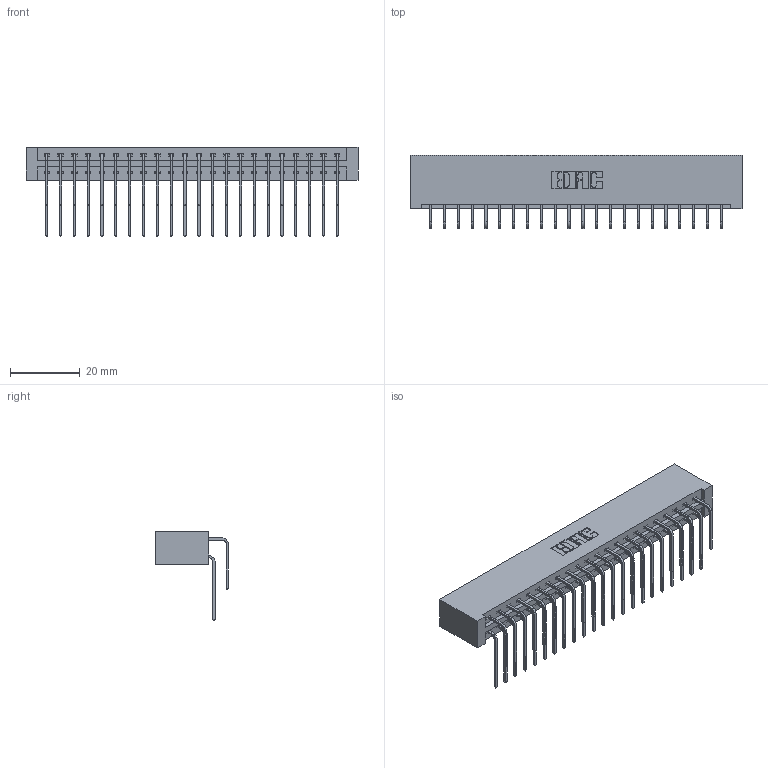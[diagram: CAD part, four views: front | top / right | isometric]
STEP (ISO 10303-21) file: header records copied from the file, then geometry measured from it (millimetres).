
FILE_DESCRIPTION (( 'STEP AP203' ), '1' );
FILE_NAME ('387-044-559-201.STEP', '2018-09-20T03:00:18', ( '' ), ( '' ), 'SwSTEP 2.0', 'SolidWorks 2016', '' );
FILE_SCHEMA (( 'CONFIG_CONTROL_DESIGN' ));
Length unit declared in the file: inch
Products named in the file (4): 337 Part_No Mounting Lugs; 345-292-001_558 559 Tail - 1; 345-292-001_559 Tail - 2; 387-044-559-201
Assembly tree (45 placements, depth 2):
  387-044-559-201
    337 Part_No Mounting Lugs
    345-292-001_558 559 Tail - 1  x22
    345-292-001_559 Tail - 2  x22
Bounding box: 95.05 x 20.9 x 25.53 mm (x, y, z)
Volume: 10765.1 mm3; surface area: 13306.3 mm2
Topology: 45 solids, 45 shells, 2570 faces, 7635 edges, 5030 vertices
Faces by surface type: plane 1826, cylinder 744
Entity records: 21151 total; most frequent: CARTESIAN_POINT 3625, ORIENTED_EDGE 3510, DIRECTION 3095, EDGE_CURVE 1755, VECTOR 1595, LINE 1595, VERTEX_POINT 1166, AXIS2_PLACEMENT_3D 750
